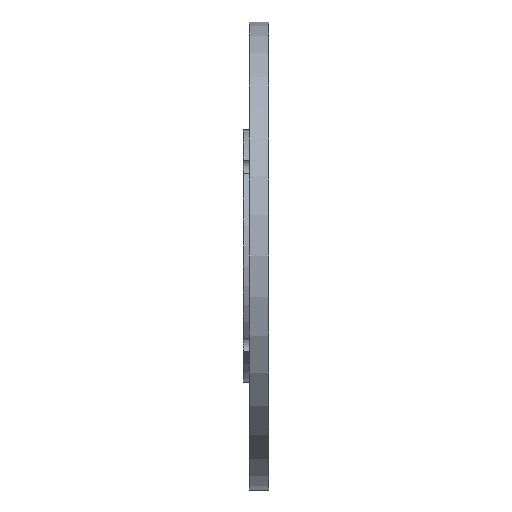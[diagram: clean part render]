
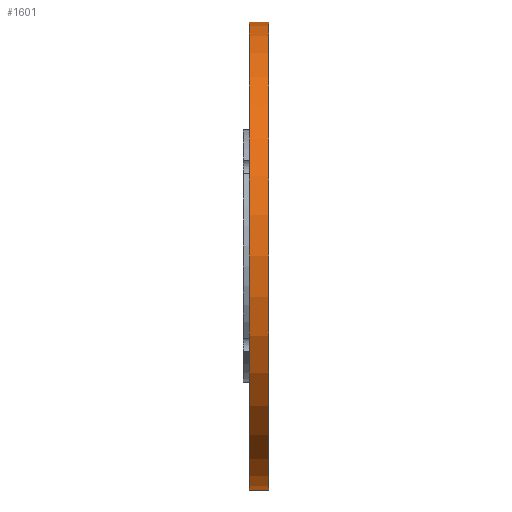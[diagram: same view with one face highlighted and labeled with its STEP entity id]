
A CAD part, left-side view. The second image highlights one B-rep face of the part: STEP entity #1601.
In plain terms, the highlighted cylindrical face has radius 58.674 mm (diameter 117.348 mm), a partial arc.
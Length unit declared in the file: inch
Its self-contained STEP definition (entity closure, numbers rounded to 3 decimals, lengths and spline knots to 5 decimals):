
#7 = VECTOR ( 'NONE', #99, 39.37008 ) ;
#84 = ORIENTED_EDGE ( 'NONE', *, *, #1713, .T. ) ;
#99 = DIRECTION ( 'NONE',  ( 0., -1., 0. ) ) ;
#132 = CARTESIAN_POINT ( 'NONE',  ( 0., 0.19, 0. ) ) ;
#178 = EDGE_CURVE ( 'NONE', #1000, #1277, #376, .T. ) ;
#227 = LINE ( 'NONE', #679, #1619 ) ;
#253 = DIRECTION ( 'NONE',  ( 0., -1., 0. ) ) ;
#317 = DIRECTION ( 'NONE',  ( 0., 1., 0. ) ) ;
#331 = CARTESIAN_POINT ( 'NONE',  ( 0., 0., 2.31 ) ) ;
#358 = CYLINDRICAL_SURFACE ( 'NONE', #1696, 2.31 ) ;
#376 = LINE ( 'NONE', #993, #7 ) ;
#388 = CARTESIAN_POINT ( 'NONE',  ( 0., 0.19, -2.31 ) ) ;
#393 = AXIS2_PLACEMENT_3D ( 'NONE', #132, #1088, #1752 ) ;
#397 = FACE_OUTER_BOUND ( 'NONE', #1499, .T. ) ;
#521 = EDGE_CURVE ( 'NONE', #917, #1277, #1574, .T. ) ;
#582 = DIRECTION ( 'NONE',  ( 0., -1., 0. ) ) ;
#623 = AXIS2_PLACEMENT_3D ( 'NONE', #1131, #317, #1269 ) ;
#679 = CARTESIAN_POINT ( 'NONE',  ( 0., 0.25, -2.31 ) ) ;
#827 = CARTESIAN_POINT ( 'NONE',  ( 0., 0.19, 2.31 ) ) ;
#828 = VERTEX_POINT ( 'NONE', #388 ) ;
#917 = VERTEX_POINT ( 'NONE', #1344 ) ;
#993 = CARTESIAN_POINT ( 'NONE',  ( 0., 0.25, 2.31 ) ) ;
#1000 = VERTEX_POINT ( 'NONE', #827 ) ;
#1088 = DIRECTION ( 'NONE',  ( 0., 1., 0. ) ) ;
#1131 = CARTESIAN_POINT ( 'NONE',  ( 0., 0., 0. ) ) ;
#1269 = DIRECTION ( 'NONE',  ( 0., 0., 1. ) ) ;
#1277 = VERTEX_POINT ( 'NONE', #331 ) ;
#1312 = CIRCLE ( 'NONE', #393, 2.31 ) ;
#1330 = ORIENTED_EDGE ( 'NONE', *, *, #1693, .F. ) ;
#1344 = CARTESIAN_POINT ( 'NONE',  ( 0., 0., -2.31 ) ) ;
#1389 = CARTESIAN_POINT ( 'NONE',  ( 0., 0.25, 0. ) ) ;
#1419 = ORIENTED_EDGE ( 'NONE', *, *, #178, .F. ) ;
#1440 = ORIENTED_EDGE ( 'NONE', *, *, #521, .T. ) ;
#1499 = EDGE_LOOP ( 'NONE', ( #1419, #1330, #84, #1440 ) ) ;
#1574 = CIRCLE ( 'NONE', #623, 2.31 ) ;
#1601 = ADVANCED_FACE ( 'NONE', ( #397 ), #358, .T. ) ;
#1619 = VECTOR ( 'NONE', #253, 39.37008 ) ;
#1652 = DIRECTION ( 'NONE',  ( 0., 0., -1. ) ) ;
#1693 = EDGE_CURVE ( 'NONE', #828, #1000, #1312, .T. ) ;
#1696 = AXIS2_PLACEMENT_3D ( 'NONE', #1389, #582, #1652 ) ;
#1713 = EDGE_CURVE ( 'NONE', #828, #917, #227, .T. ) ;
#1752 = DIRECTION ( 'NONE',  ( 0., 0., 1. ) ) ;
